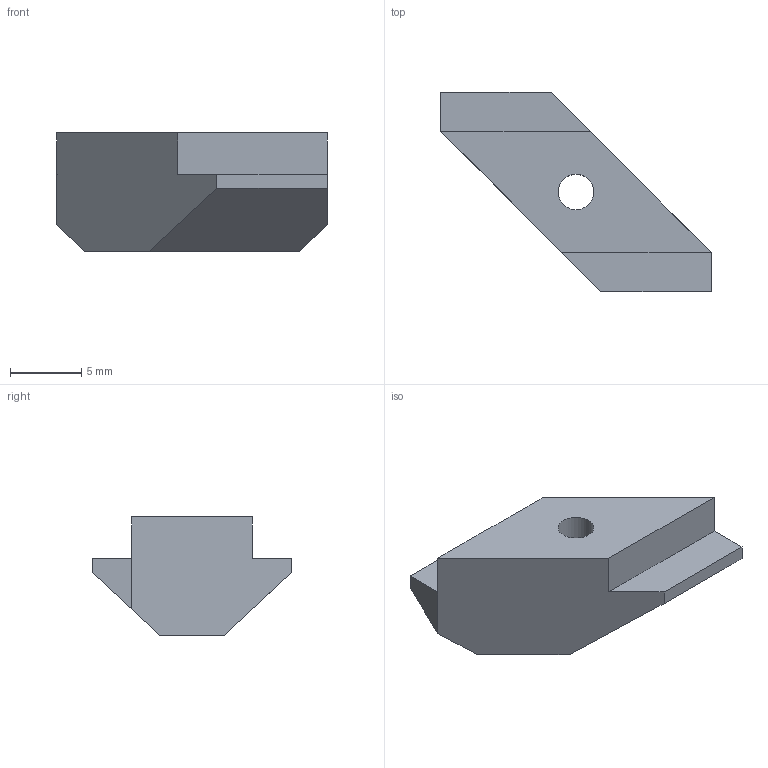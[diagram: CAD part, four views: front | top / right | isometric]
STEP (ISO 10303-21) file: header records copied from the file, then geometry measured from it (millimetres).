
FILE_DESCRIPTION(('STEP AP203'),'1');
FILE_NAME('FIXE08E2875.stp','2023-10-03T10:02:13',(' '),(' '),'Spatial InterOp 3D',' ',' ');
FILE_SCHEMA(('CONFIG_CONTROL_DESIGN'));
Length unit declared in the file: millimetre
Products named in the file (1): Ecrou 8 Zn M3 - 1/4 de tour à ergots
Bounding box: 19 x 14 x 8.3 mm (x, y, z)
Volume: 779.9 mm3; surface area: 663.9 mm2
Topology: 1 solids, 1 shells, 15 faces, 37 edges, 24 vertices
Faces by surface type: plane 14, cylinder 1
Full cylindrical faces by diameter (mm): 2.5 x1
Entity records: 600 total; most frequent: CARTESIAN_POINT 76, ORIENTED_EDGE 72, DIRECTION 70, EDGE_CURVE 36, LINE 34, VECTOR 34, VERTEX_POINT 24, PROPERTY_DEFINITION_REPRESENTATION 20
